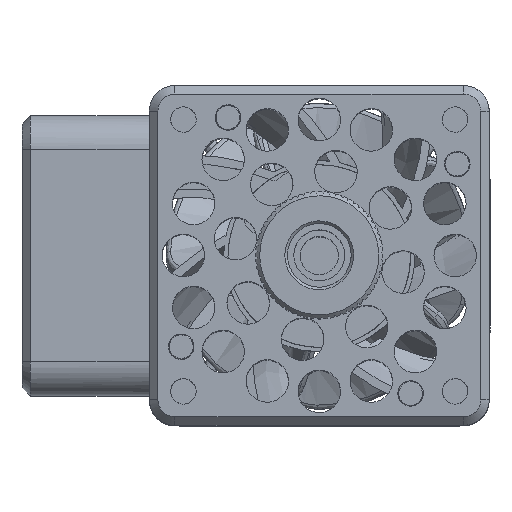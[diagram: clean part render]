
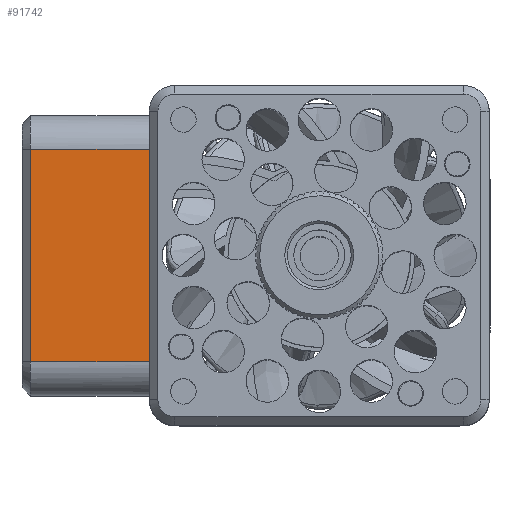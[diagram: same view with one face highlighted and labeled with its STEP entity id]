
A CAD part, top view. The second image highlights one B-rep face of the part: STEP entity #91742.
In plain terms, the highlighted free-form (B-spline) face has degree [1, 1] with [2, 2] control points.
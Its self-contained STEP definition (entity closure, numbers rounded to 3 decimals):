
#91688=CARTESIAN_POINT('',(-20.,12.5,31.5));
#91689=VERTEX_POINT('',#91688);
#91697=CARTESIAN_POINT('',(-34.,12.5,31.5));
#91698=VERTEX_POINT('',#91697);
#91707=CARTESIAN_POINT('',(-34.,12.5,31.5));
#91708=CARTESIAN_POINT('',(-20.,12.5,31.5));
#91709=B_SPLINE_CURVE_WITH_KNOTS('',1,(#91707,#91708),.POLYLINE_FORM.,.F.,.U.,(2,2),(0.,0.933),.UNSPECIFIED.);
#91710=EDGE_CURVE('',#91698,#91689,#91709,.T.);
#91715=CARTESIAN_POINT('',(-20.,-12.5,31.5));
#91716=CARTESIAN_POINT('',(-35.,-12.5,31.5));
#91717=CARTESIAN_POINT('',(-20.,12.5,31.5));
#91718=CARTESIAN_POINT('',(-35.,12.5,31.5));
#91719=B_SPLINE_SURFACE_WITH_KNOTS('',1,1,((#91715,#91716),(#91717,#91718)),.PLANE_SURF.,.F.,.F.,.U.,(2,2),(2,2),(0.,1.),(0.,1.),.UNSPECIFIED.);
#91720=CARTESIAN_POINT('',(-20.,-12.5,31.5));
#91721=VERTEX_POINT('',#91720);
#91722=CARTESIAN_POINT('',(-20.,-12.5,31.5));
#91723=CARTESIAN_POINT('',(-20.,12.5,31.5));
#91724=B_SPLINE_CURVE_WITH_KNOTS('',1,(#91722,#91723),.POLYLINE_FORM.,.F.,.U.,(2,2),(0.,1.),.UNSPECIFIED.);
#91725=EDGE_CURVE('',#91721,#91689,#91724,.T.);
#91726=ORIENTED_EDGE('',*,*,#91725,.T.);
#91727=ORIENTED_EDGE('',*,*,#91710,.F.);
#91728=CARTESIAN_POINT('',(-34.,-12.5,31.5));
#91729=VERTEX_POINT('',#91728);
#91730=CARTESIAN_POINT('',(-34.,12.5,31.5));
#91731=CARTESIAN_POINT('',(-34.,-12.5,31.5));
#91732=B_SPLINE_CURVE_WITH_KNOTS('',1,(#91730,#91731),.POLYLINE_FORM.,.F.,.U.,(2,2),(0.,1.),.UNSPECIFIED.);
#91733=EDGE_CURVE('',#91698,#91729,#91732,.T.);
#91734=ORIENTED_EDGE('',*,*,#91733,.T.);
#91735=CARTESIAN_POINT('',(-34.,-12.5,31.5));
#91736=CARTESIAN_POINT('',(-20.,-12.5,31.5));
#91737=B_SPLINE_CURVE_WITH_KNOTS('',1,(#91735,#91736),.POLYLINE_FORM.,.F.,.U.,(2,2),(0.,0.933),.UNSPECIFIED.);
#91738=EDGE_CURVE('',#91729,#91721,#91737,.T.);
#91739=ORIENTED_EDGE('',*,*,#91738,.T.);
#91740=EDGE_LOOP('',(#91726,#91727,#91734,#91739));
#91741=FACE_OUTER_BOUND('',#91740,.T.);
#91742=ADVANCED_FACE('',(#91741),#91719,.T.);
